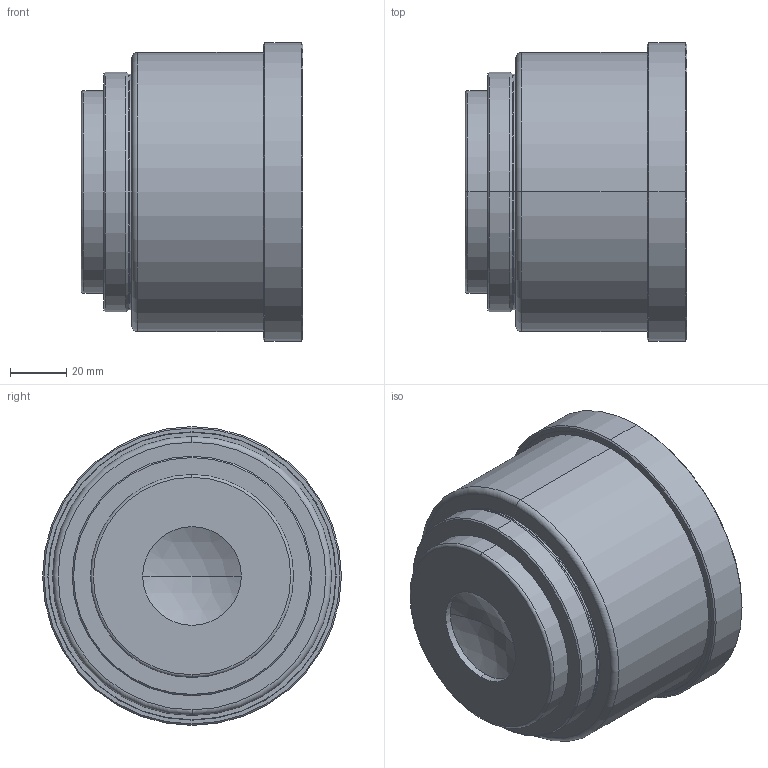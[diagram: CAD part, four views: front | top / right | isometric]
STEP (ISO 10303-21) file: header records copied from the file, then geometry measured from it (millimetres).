
FILE_DESCRIPTION (( 'STEP AP203' ), '1' );
FILE_NAME ('S4LFT4010_328_03.STEP', '2014-12-11T06:55:12', ( 'poweredge' ), ( 'Hewlett-Packard Company' ), 'SwSTEP 2.0', 'SolidWorks 2014', '' );
FILE_SCHEMA (( 'CONFIG_CONTROL_DESIGN' ));
Length unit declared in the file: millimetre
Products named in the file (1): S4LFT4010_328_03
Bounding box: 78.68 x 106 x 106 mm (x, y, z)
Surface area: 45143 mm2 (no closed solid volume)
Topology: 0 solids, 4 shells, 43 faces, 90 edges, 55 vertices
Faces by surface type: cylinder 16, cone 10, torus 8, plane 7, sphere 2
Entity records: 1236 total; most frequent: DIRECTION 242, CARTESIAN_POINT 189, ORIENTED_EDGE 168, AXIS2_PLACEMENT_3D 108, EDGE_CURVE 90, CIRCLE 64, VERTEX_POINT 55, EDGE_LOOP 49
